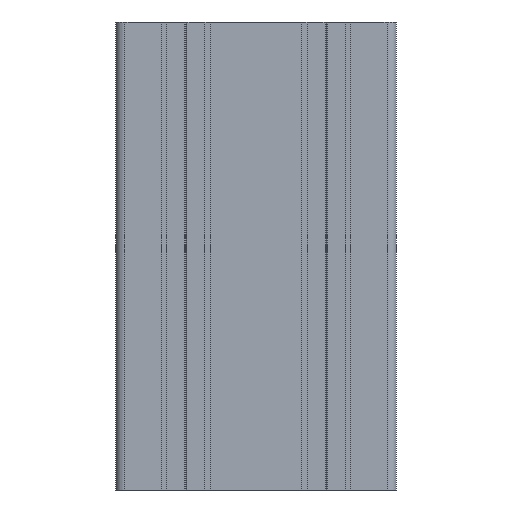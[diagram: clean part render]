
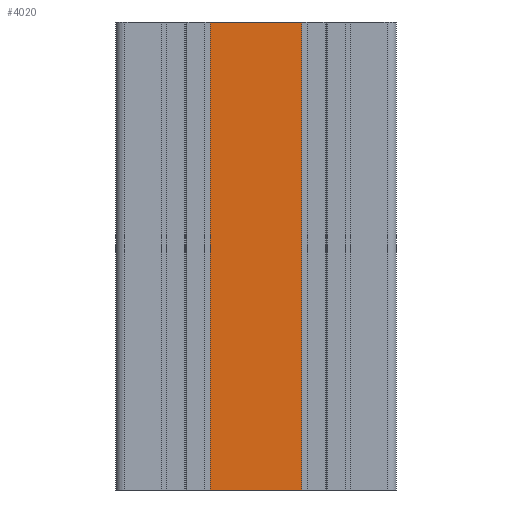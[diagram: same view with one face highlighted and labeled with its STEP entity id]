
A CAD part, front view. The second image highlights one B-rep face of the part: STEP entity #4020.
In plain terms, the highlighted planar face has unit normal (0, -1, 0).
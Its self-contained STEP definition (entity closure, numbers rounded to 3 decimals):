
#122=PLANE('',#4276);
#310=FACE_OUTER_BOUND('',#508,.T.);
#508=EDGE_LOOP('',(#3157,#3158,#3159,#3160));
#649=LINE('',#5548,#1173);
#909=LINE('',#6133,#1433);
#911=LINE('',#6136,#1435);
#912=LINE('',#6137,#1436);
#1173=VECTOR('',#4485,10.);
#1433=VECTOR('',#5003,10.);
#1435=VECTOR('',#5007,10.);
#1436=VECTOR('',#5008,10.);
#1759=VERTEX_POINT('',#5545);
#1760=VERTEX_POINT('',#5547);
#1955=VERTEX_POINT('',#6130);
#1956=VERTEX_POINT('',#6132);
#2165=EDGE_CURVE('',#1760,#1759,#649,.T.);
#2457=EDGE_CURVE('',#1955,#1956,#909,.T.);
#2459=EDGE_CURVE('',#1760,#1955,#911,.T.);
#2460=EDGE_CURVE('',#1956,#1759,#912,.T.);
#3157=ORIENTED_EDGE('',*,*,#2457,.F.);
#3158=ORIENTED_EDGE('',*,*,#2459,.F.);
#3159=ORIENTED_EDGE('',*,*,#2165,.T.);
#3160=ORIENTED_EDGE('',*,*,#2460,.F.);
#4020=ADVANCED_FACE('',(#310),#122,.F.);
#4276=AXIS2_PLACEMENT_3D('',#6135,#5005,#5006);
#4485=DIRECTION('',(0.,0.,1.));
#5003=DIRECTION('',(0.,0.,1.));
#5005=DIRECTION('center_axis',(0.,1.,0.));
#5006=DIRECTION('ref_axis',(-1.,0.,0.));
#5007=DIRECTION('',(-1.,0.,0.));
#5008=DIRECTION('',(1.,0.,0.));
#5545=CARTESIAN_POINT('',(9.8,-15.,50.));
#5547=CARTESIAN_POINT('',(9.8,-15.,-50.));
#5548=CARTESIAN_POINT('',(9.8,-15.,0.));
#6130=CARTESIAN_POINT('',(-9.8,-15.,-50.));
#6132=CARTESIAN_POINT('',(-9.8,-15.,50.));
#6133=CARTESIAN_POINT('',(-9.8,-15.,0.));
#6135=CARTESIAN_POINT('Origin',(0.,-15.,0.));
#6136=CARTESIAN_POINT('',(9.8,-15.,-50.));
#6137=CARTESIAN_POINT('',(9.8,-15.,50.));
